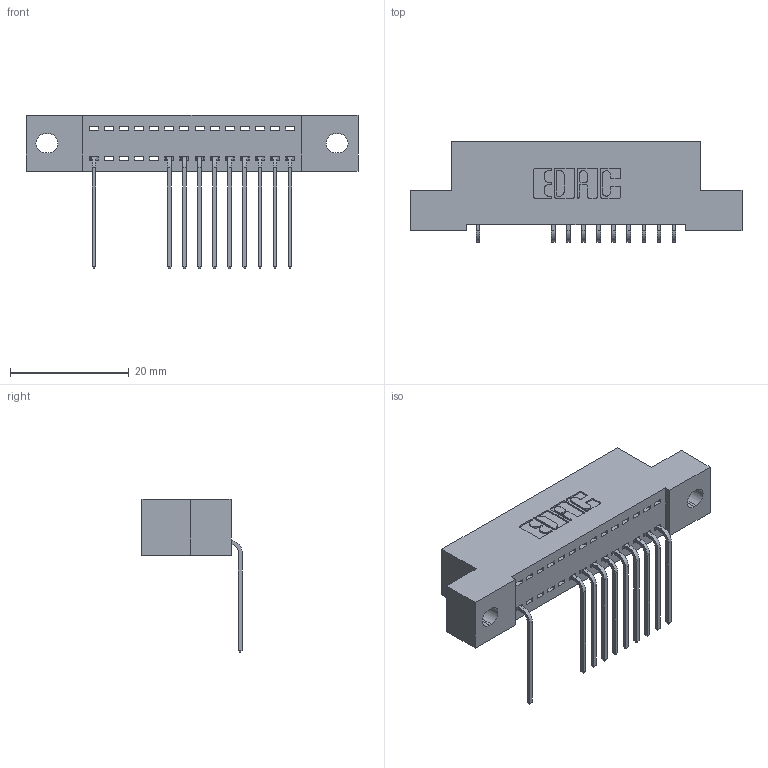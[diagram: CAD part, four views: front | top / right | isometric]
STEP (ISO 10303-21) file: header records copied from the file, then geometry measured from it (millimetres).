
FILE_DESCRIPTION (( 'STEP AP203' ), '1' );
FILE_NAME ('392-014-559-102.STEP', '2018-08-15T00:31:14', ( '' ), ( '' ), 'SwSTEP 2.0', 'SolidWorks 2016', '' );
FILE_SCHEMA (( 'CONFIG_CONTROL_DESIGN' ));
Length unit declared in the file: inch
Products named in the file (3): 392-014-559-102; 342 Part_.128 Slot; 345-292-001_558 559 Tail - 1
Assembly tree (11 placements, depth 2):
  392-014-559-102
    342 Part_.128 Slot
    345-292-001_558 559 Tail - 1  x10
Bounding box: 55.88 x 16.83 x 25.78 mm (x, y, z)
Volume: 4731.9 mm3; surface area: 6137.5 mm2
Topology: 11 solids, 11 shells, 762 faces, 2299 edges, 1518 vertices
Faces by surface type: plane 558, cylinder 204
Entity records: 12139 total; most frequent: CARTESIAN_POINT 2124, ORIENTED_EDGE 2078, DIRECTION 1843, EDGE_CURVE 1039, LINE 911, VECTOR 911, VERTEX_POINT 690, AXIS2_PLACEMENT_3D 466
